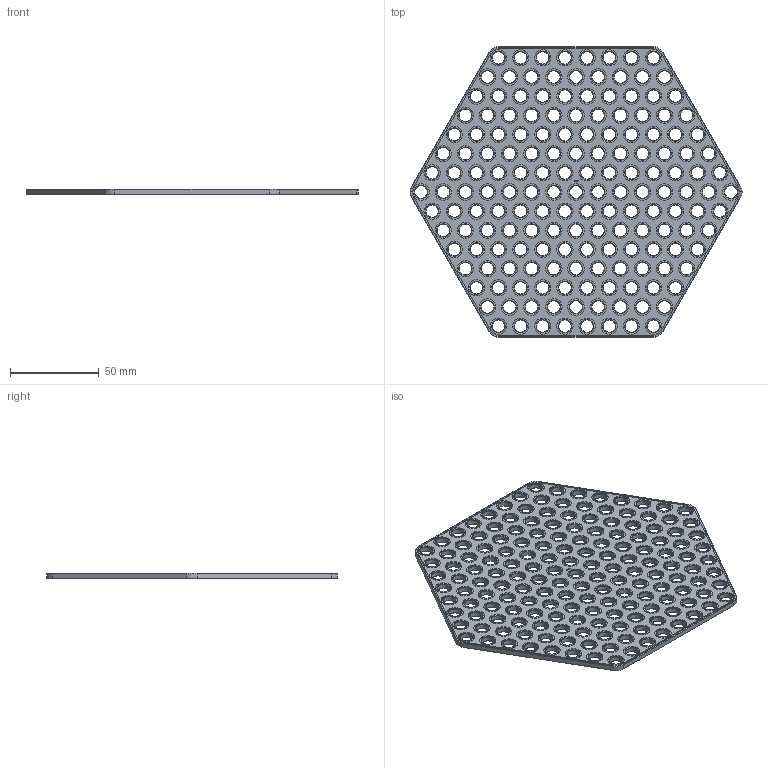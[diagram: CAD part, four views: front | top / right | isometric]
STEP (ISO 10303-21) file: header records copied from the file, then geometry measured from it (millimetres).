
FILE_DESCRIPTION(('FreeCAD Model'),'2;1');
FILE_NAME('Open CASCADE Shape Model','2024-01-31T19:18:26',(''),(''), 'Open CASCADE STEP processor 7.6','FreeCAD','Unknown');
FILE_SCHEMA(('AUTOMOTIVE_DESIGN { 1 0 10303 214 1 1 1 1 }'));
Products named in the file (1): Plate HEX CRNR BU15x00.25 - SPN-PLT-0007 (stemfie.org)
Bounding box: 187.5 x 164.05 x 3.12 mm (x, y, z)
Volume: 49790.2 mm3; surface area: 46584.8 mm2
Topology: 1 solids, 1 shells, 1517 faces, 3767 edges, 2454 vertices
Faces by surface type: cone 540, plane 493, cylinder 350, extrusion 134
Full cylindrical faces by diameter (mm): 7 x169, 9.2 x169
Entity records: 96870 total; most frequent: CARTESIAN_POINT 21987, DIRECTION 13611, ORIENTED_EDGE 7534, PCURVE 7534, DEFINITIONAL_REPRESENTATION 7534, VECTOR 7057, LINE 6923, EDGE_CURVE 3767
